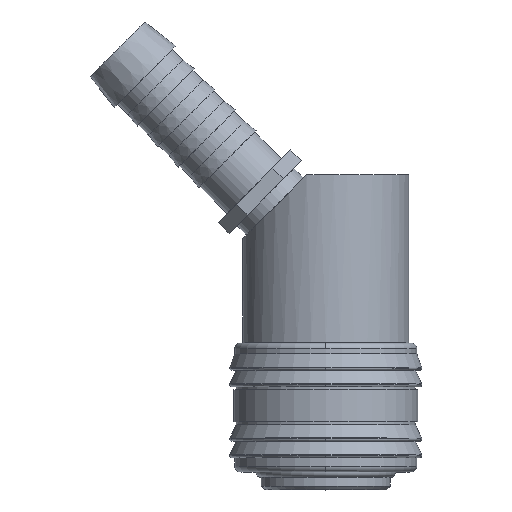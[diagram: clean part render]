
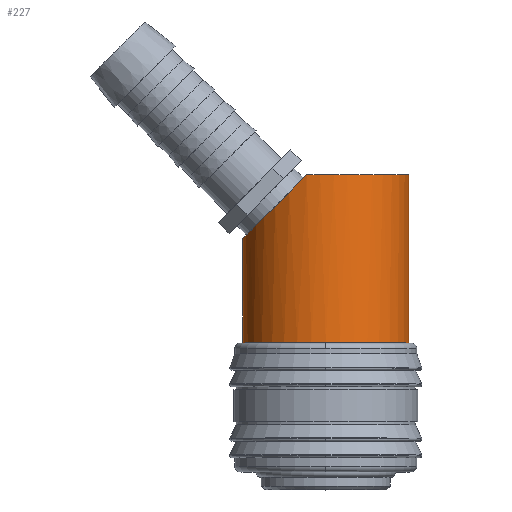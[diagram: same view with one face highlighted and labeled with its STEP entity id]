
A CAD part, top view. The second image highlights one B-rep face of the part: STEP entity #227.
In plain terms, the highlighted cylindrical face has radius 11.61 mm (diameter 23.22 mm), a partial arc.
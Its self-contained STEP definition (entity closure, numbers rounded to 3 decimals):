
#227=ADVANCED_FACE('',(#511),#512,.T.);
#511=FACE_OUTER_BOUND('',#846,.T.);
#512=CYLINDRICAL_SURFACE('',#847,11.61);
#846=EDGE_LOOP('',(#1445,#1446,#1447,#1448,#1449));
#847=AXIS2_PLACEMENT_3D('',#1450,#1451,#1452);
#1445=ORIENTED_EDGE('',*,*,#2091,.T.);
#1446=ORIENTED_EDGE('',*,*,#2106,.F.);
#1447=ORIENTED_EDGE('',*,*,#1928,.T.);
#1448=ORIENTED_EDGE('',*,*,#2092,.T.);
#1449=ORIENTED_EDGE('',*,*,#1933,.F.);
#1450=CARTESIAN_POINT('',(0.0,31.35,0.0));
#1451=DIRECTION('',(-0.0,1.0,0.0));
#1452=DIRECTION('',(1.0,0.0,0.0));
#1928=EDGE_CURVE('',#2293,#2294,#2295,.T.);
#1933=EDGE_CURVE('',#2301,#2300,#2303,.T.);
#2091=EDGE_CURVE('',#2301,#2548,#2549,.T.);
#2092=EDGE_CURVE('',#2294,#2300,#2550,.T.);
#2106=EDGE_CURVE('',#2293,#2548,#2566,.T.);
#2293=VERTEX_POINT('',#2786);
#2294=VERTEX_POINT('',#2787);
#2295=ELLIPSE('',#2788,16.419,11.61);
#2300=VERTEX_POINT('',#2794);
#2301=VERTEX_POINT('',#2795);
#2303=CIRCLE('',#2797,11.61);
#2548=VERTEX_POINT('',#3177);
#2549=LINE('',#3178,#3179);
#2550=LINE('',#3180,#3181);
#2566=CIRCLE('',#3200,11.61);
#2786=CARTESIAN_POINT('',(-2.655,44.0,11.302));
#2787=CARTESIAN_POINT('',(-11.61,35.045,0.));
#2788=AXIS2_PLACEMENT_3D('',#3434,#3435,#3436);
#2794=CARTESIAN_POINT('',(-11.61,20.5,0.));
#2795=CARTESIAN_POINT('',(11.61,20.5,0.));
#2797=AXIS2_PLACEMENT_3D('',#3444,#3445,#3446);
#3177=CARTESIAN_POINT('',(11.61,44.0,0.));
#3178=CARTESIAN_POINT('',(11.61,31.35,0.));
#3179=VECTOR('',#3730,1.0);
#3180=CARTESIAN_POINT('',(-11.61,31.35,0.));
#3181=VECTOR('',#3731,1.0);
#3200=AXIS2_PLACEMENT_3D('',#3747,#3748,#3749);
#3434=CARTESIAN_POINT('',(0.0,46.655,0.0));
#3435=DIRECTION('',(0.707,-0.707,0.0));
#3436=DIRECTION('',(0.707,0.707,0.0));
#3444=CARTESIAN_POINT('',(0.0,20.5,0.0));
#3445=DIRECTION('',(0.0,-1.0,-0.0));
#3446=DIRECTION('',(1.0,0.0,0.0));
#3730=DIRECTION('',(0.0,1.0,0.0));
#3731=DIRECTION('',(-0.0,-1.0,-0.0));
#3747=CARTESIAN_POINT('',(0.0,44.0,0.0));
#3748=DIRECTION('',(-0.0,1.0,0.0));
#3749=DIRECTION('',(1.0,0.0,0.0));
